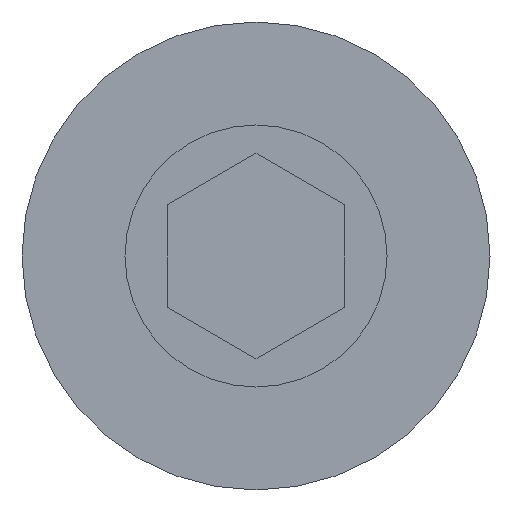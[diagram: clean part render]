
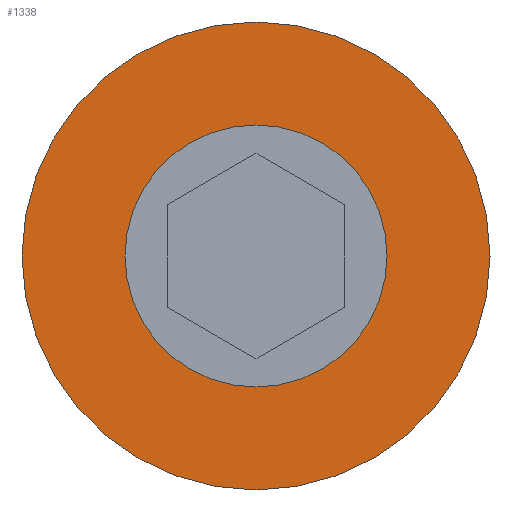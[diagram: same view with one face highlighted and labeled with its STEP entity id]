
A CAD part, front view. The second image highlights one B-rep face of the part: STEP entity #1338.
In plain terms, the highlighted planar face has unit normal (0, -1, 0).
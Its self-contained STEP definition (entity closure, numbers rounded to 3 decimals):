
#5 = DIRECTION ( 'NONE',  ( 0., 1., 0. ) ) ;
#48 = EDGE_CURVE ( 'NONE', #533, #760, #932, .T. ) ;
#84 = AXIS2_PLACEMENT_3D ( 'NONE', #302, #188, #412 ) ;
#103 = CARTESIAN_POINT ( 'NONE',  ( 0., 0., 25. ) ) ;
#159 = CIRCLE ( 'NONE', #332, 25. ) ;
#160 = CIRCLE ( 'NONE', #852, 6. ) ;
#188 = DIRECTION ( 'NONE',  ( 0., 1., 0. ) ) ;
#198 = EDGE_LOOP ( 'NONE', ( #1187, #364 ) ) ;
#199 = AXIS2_PLACEMENT_3D ( 'NONE', #1249, #1342, #608 ) ;
#256 = EDGE_CURVE ( 'NONE', #760, #533, #160, .T. ) ;
#279 = EDGE_LOOP ( 'NONE', ( #1410, #379 ) ) ;
#294 = EDGE_CURVE ( 'NONE', #1048, #638, #929, .T. ) ;
#302 = CARTESIAN_POINT ( 'NONE',  ( 0., 0., 0. ) ) ;
#311 = PLANE ( 'NONE',  #199 ) ;
#332 = AXIS2_PLACEMENT_3D ( 'NONE', #865, #5, #857 ) ;
#364 = ORIENTED_EDGE ( 'NONE', *, *, #48, .F. ) ;
#379 = ORIENTED_EDGE ( 'NONE', *, *, #294, .F. ) ;
#412 = DIRECTION ( 'NONE',  ( 0., 0., 1. ) ) ;
#426 = CARTESIAN_POINT ( 'NONE',  ( -6., 0., 0. ) ) ;
#477 = EDGE_CURVE ( 'NONE', #638, #1048, #159, .T. ) ;
#533 = VERTEX_POINT ( 'NONE', #810 ) ;
#582 = CARTESIAN_POINT ( 'NONE',  ( 0., 0., 0. ) ) ;
#608 = DIRECTION ( 'NONE',  ( 0., 0., 1. ) ) ;
#638 = VERTEX_POINT ( 'NONE', #103 ) ;
#691 = DIRECTION ( 'NONE',  ( -1., 0., 0. ) ) ;
#760 = VERTEX_POINT ( 'NONE', #426 ) ;
#772 = CARTESIAN_POINT ( 'NONE',  ( 0., 0., 0. ) ) ;
#793 = FACE_OUTER_BOUND ( 'NONE', #279, .T. ) ;
#810 = CARTESIAN_POINT ( 'NONE',  ( 6., 0., 0. ) ) ;
#852 = AXIS2_PLACEMENT_3D ( 'NONE', #772, #892, #1343 ) ;
#857 = DIRECTION ( 'NONE',  ( 0., 0., 1. ) ) ;
#865 = CARTESIAN_POINT ( 'NONE',  ( 0., 0., 0. ) ) ;
#892 = DIRECTION ( 'NONE',  ( 0., -1., 0. ) ) ;
#929 = CIRCLE ( 'NONE', #84, 25. ) ;
#932 = CIRCLE ( 'NONE', #1076, 6. ) ;
#970 = CARTESIAN_POINT ( 'NONE',  ( 0., 0., -25. ) ) ;
#1048 = VERTEX_POINT ( 'NONE', #970 ) ;
#1059 = FACE_BOUND ( 'NONE', #198, .T. ) ;
#1076 = AXIS2_PLACEMENT_3D ( 'NONE', #582, #1318, #691 ) ;
#1187 = ORIENTED_EDGE ( 'NONE', *, *, #256, .F. ) ;
#1249 = CARTESIAN_POINT ( 'NONE',  ( 6., 0., 0. ) ) ;
#1318 = DIRECTION ( 'NONE',  ( 0., -1., 0. ) ) ;
#1338 = ADVANCED_FACE ( 'NONE', ( #1059, #793 ), #311, .F. ) ;
#1342 = DIRECTION ( 'NONE',  ( 0., 1., 0. ) ) ;
#1343 = DIRECTION ( 'NONE',  ( -1., 0., 0. ) ) ;
#1410 = ORIENTED_EDGE ( 'NONE', *, *, #477, .F. ) ;
